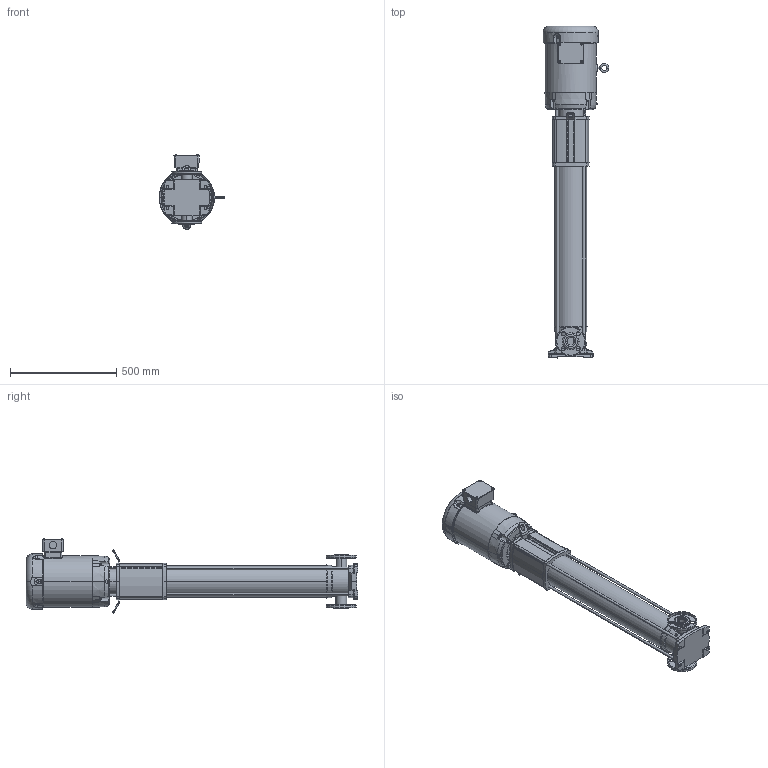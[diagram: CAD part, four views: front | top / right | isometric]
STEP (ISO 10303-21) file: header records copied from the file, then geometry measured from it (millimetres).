
FILE_DESCRIPTION (( 'STEP AP203' ), '1' );
FILE_NAME ('HELIX V30-17_575V.step', '2017-10-26T18:06:05', ( '' ), ( '' ), 'SwSTEP 2.0', 'SolidWorks 2017', '' );
FILE_SCHEMA (( 'CONFIG_CONTROL_DESIGN' ));
Length unit declared in the file: inch
Products named in the file (6): HELIX V30-17; ANSI Flange 1.25 IN; BALDOR NEMA V2 10HP; socket head cap screw_ai_HX-SHCS 0.375-16x1.75x1.25-N; HELIX V30-17_575V; Helix Base 10-30
Assembly tree (9 placements, depth 2):
  HELIX V30-17_575V
    HELIX V30-17
    ANSI Flange 1.25 IN  x2
    Helix Base 10-30
    socket head cap screw_ai_HX-SHCS 0.375-16x1.75x1.25-N  x4
    BALDOR NEMA V2 10HP
Bounding box: 307.74 x 1563.14 x 352.07 mm (x, y, z)
Volume: 37507094.3 mm3; surface area: 1974662 mm2
Topology: 21 solids, 21 shells, 1923 faces, 5117 edges, 3286 vertices
Faces by surface type: plane 984, cylinder 370, cone 230, bspline 126, sphere 113, torus 100
Entity records: 77127 total; most frequent: CARTESIAN_POINT 33568, ORIENTED_EDGE 9644, DIRECTION 7696, EDGE_CURVE 4822, VERTEX_POINT 3121, AXIS2_PLACEMENT_3D 2656, LINE 2384, VECTOR 2384
